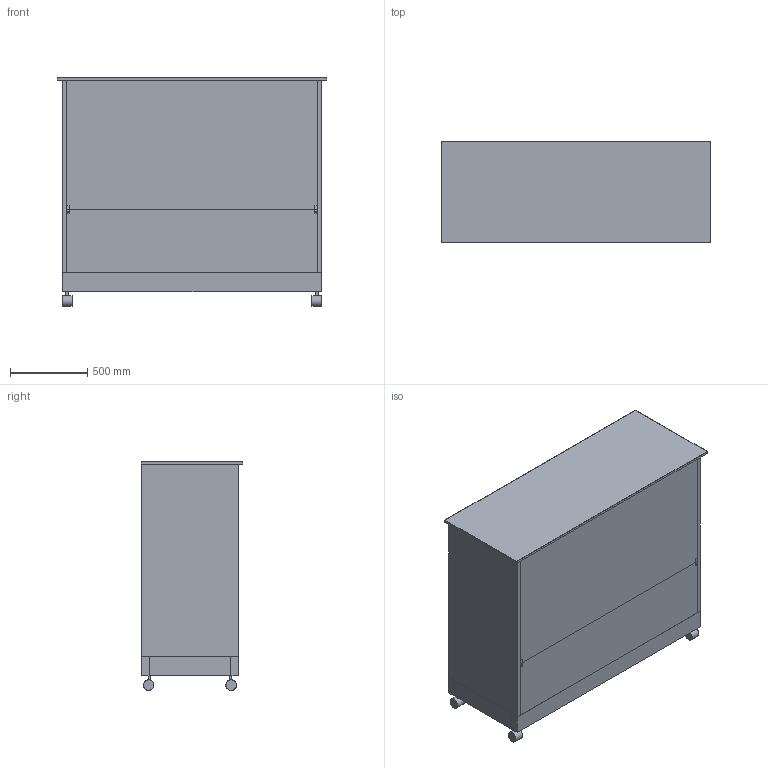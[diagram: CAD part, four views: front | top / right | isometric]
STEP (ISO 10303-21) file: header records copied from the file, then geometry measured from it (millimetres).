
FILE_DESCRIPTION(('FreeCAD Model'),'2;1');
FILE_NAME('Open CASCADE Shape Model','2025-04-27T18:34:14',('FreeCAD'),( 'FreeCAD'),'Open CASCADE STEP processor 7.6','FreeCAD','Unknown');
FILE_SCHEMA(('AUTOMOTIVE_DESIGN { 1 0 10303 214 1 1 1 1 }'));
Length unit declared in the file: millimetre
Products named in the file (1): Open CASCADE STEP translator 7.6 1
Bounding box: 1749.14 x 656.41 x 1485.34 mm (x, y, z)
Volume: 204151690.9 mm3; surface area: 21678065 mm2
Topology: 24 solids, 24 shells, 194 faces, 430 edges, 286 vertices
Faces by surface type: bspline 194
Entity records: 4932 total; most frequent: CARTESIAN_POINT 2145, ORIENTED_EDGE 860, EDGE_CURVE 430, B_SPLINE_CURVE_WITH_KNOTS 384, VERTEX_POINT 286, FACE_BOUND 200, EDGE_LOOP 200, ADVANCED_FACE 194
